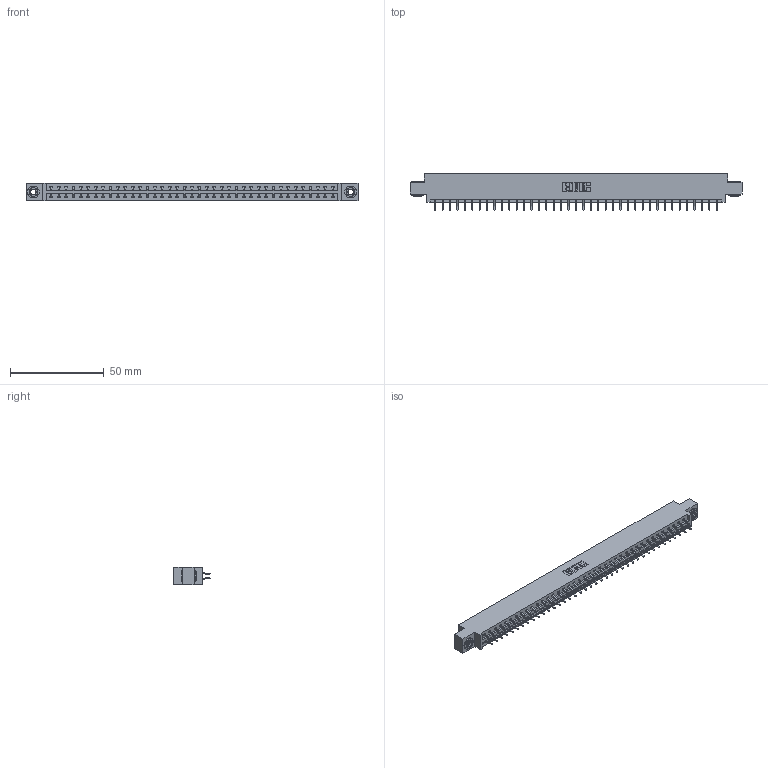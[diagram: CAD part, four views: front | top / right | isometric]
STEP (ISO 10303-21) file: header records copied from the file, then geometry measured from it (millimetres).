
FILE_DESCRIPTION (( 'STEP AP203' ), '1' );
FILE_NAME ('337-078-556-803.STEP', '2019-10-15T14:35:40', ( '' ), ( '' ), 'SwSTEP 2.0', 'SolidWorks 2016', '' );
FILE_SCHEMA (( 'CONFIG_CONTROL_DESIGN' ));
Length unit declared in the file: inch
Products named in the file (4): 337 Part_0.170 Offset - 0.156 Dia-TH; 337-078-556-803; 345-292-001_556 Tail; 345-250-002_345-250-002-102
Assembly tree (81 placements, depth 2):
  337-078-556-803
    337 Part_0.170 Offset - 0.156 Dia-TH
    345-292-001_556 Tail  x78
    345-250-002_345-250-002-102  x2
Bounding box: 177.55 x 19.57 x 9.4 mm (x, y, z)
Volume: 18570.1 mm3; surface area: 21214.3 mm2
Topology: 81 solids, 81 shells, 4836 faces, 14361 edges, 9466 vertices
Faces by surface type: plane 3360, cylinder 1468, cone 8
Entity records: 31628 total; most frequent: CARTESIAN_POINT 5321, ORIENTED_EDGE 5238, DIRECTION 4553, EDGE_CURVE 2619, LINE 2459, VECTOR 2459, VERTEX_POINT 1742, AXIS2_PLACEMENT_3D 1047
